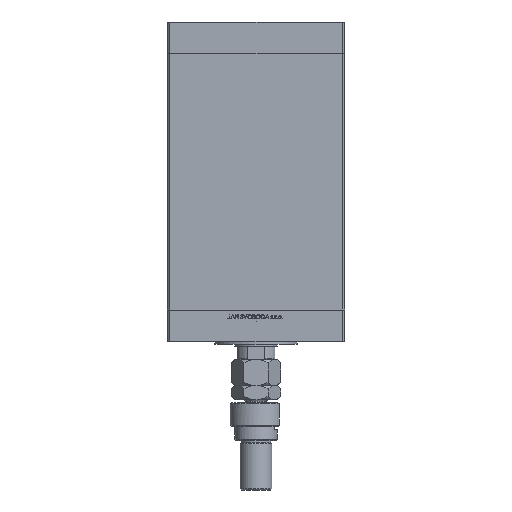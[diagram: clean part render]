
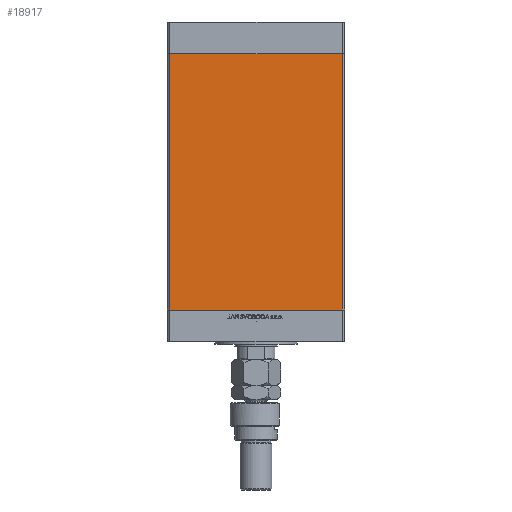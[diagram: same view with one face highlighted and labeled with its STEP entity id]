
A CAD part, front view. The second image highlights one B-rep face of the part: STEP entity #18917.
In plain terms, the highlighted planar face has unit normal (0, -1, 0).
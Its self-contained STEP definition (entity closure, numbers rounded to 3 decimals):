
#438 = EDGE_LOOP ( 'NONE', ( #27119, #1918, #10823, #18708 ) ) ;
#1918 = ORIENTED_EDGE ( 'NONE', *, *, #1966, .F. ) ;
#1966 = EDGE_CURVE ( 'NONE', #24945, #5610, #36777, .T. ) ;
#5610 = VERTEX_POINT ( 'NONE', #27881 ) ;
#8525 = CARTESIAN_POINT ( 'NONE',  ( -73., -62.5, 217. ) ) ;
#8624 = PLANE ( 'NONE',  #38557 ) ;
#8786 = LINE ( 'NONE', #8525, #49808 ) ;
#9100 = CARTESIAN_POINT ( 'NONE',  ( -73., -62.5, 217. ) ) ;
#10569 = EDGE_CURVE ( 'NONE', #30019, #5610, #49658, .T. ) ;
#10823 = ORIENTED_EDGE ( 'NONE', *, *, #29910, .F. ) ;
#13740 = DIRECTION ( 'NONE',  ( 1., 0., 0. ) ) ;
#15874 = VERTEX_POINT ( 'NONE', #9100 ) ;
#16197 = CARTESIAN_POINT ( 'NONE',  ( -73., -62.5, 0. ) ) ;
#17690 = VECTOR ( 'NONE', #50803, 1000. ) ;
#18708 = ORIENTED_EDGE ( 'NONE', *, *, #46500, .T. ) ;
#18917 = ADVANCED_FACE ( 'NONE', ( #51421 ), #8624, .F. ) ;
#23116 = CARTESIAN_POINT ( 'NONE',  ( -73., -62.5, 217. ) ) ;
#24945 = VERTEX_POINT ( 'NONE', #41627 ) ;
#25480 = CARTESIAN_POINT ( 'NONE',  ( 73., -62.5, 217. ) ) ;
#26473 = VECTOR ( 'NONE', #37805, 1000. ) ;
#26954 = CARTESIAN_POINT ( 'NONE',  ( -73., -62.5, 217. ) ) ;
#27119 = ORIENTED_EDGE ( 'NONE', *, *, #10569, .T. ) ;
#27298 = DIRECTION ( 'NONE',  ( 0., 0., 1. ) ) ;
#27881 = CARTESIAN_POINT ( 'NONE',  ( 73., -62.5, 0. ) ) ;
#29910 = EDGE_CURVE ( 'NONE', #15874, #24945, #34808, .T. ) ;
#30019 = VERTEX_POINT ( 'NONE', #16197 ) ;
#34808 = LINE ( 'NONE', #26954, #17690 ) ;
#36777 = LINE ( 'NONE', #25480, #26473 ) ;
#37092 = CARTESIAN_POINT ( 'NONE',  ( -73., -62.5, 0. ) ) ;
#37805 = DIRECTION ( 'NONE',  ( 0., 0., -1. ) ) ;
#38557 = AXIS2_PLACEMENT_3D ( 'NONE', #23116, #39106, #27298 ) ;
#39106 = DIRECTION ( 'NONE',  ( 0., 1., 0. ) ) ;
#41627 = CARTESIAN_POINT ( 'NONE',  ( 73., -62.5, 217. ) ) ;
#44162 = DIRECTION ( 'NONE',  ( 0., 0., -1. ) ) ;
#46500 = EDGE_CURVE ( 'NONE', #15874, #30019, #8786, .T. ) ;
#48411 = VECTOR ( 'NONE', #13740, 1000. ) ;
#49658 = LINE ( 'NONE', #37092, #48411 ) ;
#49808 = VECTOR ( 'NONE', #44162, 1000. ) ;
#50803 = DIRECTION ( 'NONE',  ( 1., 0., 0. ) ) ;
#51421 = FACE_OUTER_BOUND ( 'NONE', #438, .T. ) ;
